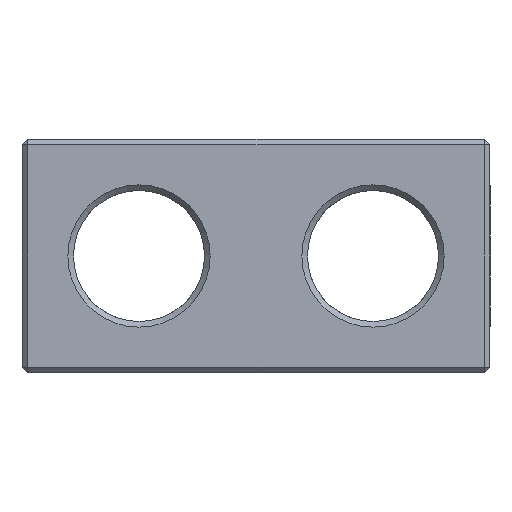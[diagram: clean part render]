
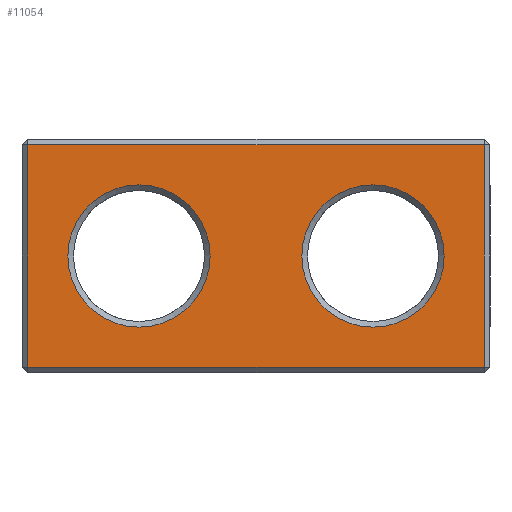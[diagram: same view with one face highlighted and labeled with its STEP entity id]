
A CAD part, left-side view. The second image highlights one B-rep face of the part: STEP entity #11054.
In plain terms, the highlighted planar face has unit normal (-1, 0, 0).
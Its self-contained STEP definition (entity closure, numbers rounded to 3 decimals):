
#1117 = PLANE('',#1118);
#1118 = AXIS2_PLACEMENT_3D('',#1119,#1120,#1121);
#1119 = CARTESIAN_POINT('',(-143.6,18.75,0.15));
#1120 = DIRECTION('',(-0.707,0.,
    -0.707));
#1121 = DIRECTION('',(0.,1.,0.));
#5236 = CONICAL_SURFACE('',#5237,3.5,0.785);
#5237 = AXIS2_PLACEMENT_3D('',#5238,#5239,#5240);
#5238 = CARTESIAN_POINT('',(-143.45,0.,6.25));
#5239 = DIRECTION('',(-1.,-0.,-0.));
#5240 = DIRECTION('',(0.,0.,1.));
#6159 = VERTEX_POINT('',#6160);
#6160 = CARTESIAN_POINT('',(-143.75,18.45,0.3));
#6181 = EDGE_CURVE('',#6159,#6182,#6184,.T.);
#6182 = VERTEX_POINT('',#6183);
#6183 = CARTESIAN_POINT('',(-143.75,-5.95,0.3));
#6184 = SURFACE_CURVE('',#6185,(#6189,#6196),.PCURVE_S1.);
#6185 = LINE('',#6186,#6187);
#6186 = CARTESIAN_POINT('',(-143.75,18.75,0.3));
#6187 = VECTOR('',#6188,1.);
#6188 = DIRECTION('',(0.,-1.,0.));
#6189 = PCURVE('',#1117,#6190);
#6190 = DEFINITIONAL_REPRESENTATION('',(#6191),#6195);
#6191 = LINE('',#6192,#6193);
#6192 = CARTESIAN_POINT('',(0.,-0.212));
#6193 = VECTOR('',#6194,1.);
#6194 = DIRECTION('',(-1.,0.));
#6195 = ( GEOMETRIC_REPRESENTATION_CONTEXT(2) 
PARAMETRIC_REPRESENTATION_CONTEXT() REPRESENTATION_CONTEXT('2D SPACE',''
  ) );
#6196 = PCURVE('',#6197,#6202);
#6197 = PLANE('',#6198);
#6198 = AXIS2_PLACEMENT_3D('',#6199,#6200,#6201);
#6199 = CARTESIAN_POINT('',(-143.75,18.75,0.));
#6200 = DIRECTION('',(1.,0.,0.));
#6201 = DIRECTION('',(0.,-1.,0.));
#6202 = DEFINITIONAL_REPRESENTATION('',(#6203),#6207);
#6203 = LINE('',#6204,#6205);
#6204 = CARTESIAN_POINT('',(0.,-0.3));
#6205 = VECTOR('',#6206,1.);
#6206 = DIRECTION('',(1.,0.));
#6207 = ( GEOMETRIC_REPRESENTATION_CONTEXT(2) 
PARAMETRIC_REPRESENTATION_CONTEXT() REPRESENTATION_CONTEXT('2D SPACE',''
  ) );
#9086 = CONICAL_SURFACE('',#9087,3.5,0.785);
#9087 = AXIS2_PLACEMENT_3D('',#9088,#9089,#9090);
#9088 = CARTESIAN_POINT('',(-143.45,12.5,6.25));
#9089 = DIRECTION('',(-1.,-0.,0.));
#9090 = DIRECTION('',(0.,0.,1.));
#9441 = VERTEX_POINT('',#9442);
#9442 = CARTESIAN_POINT('',(-143.75,0.,10.05)
  );
#9463 = EDGE_CURVE('',#9441,#9441,#9464,.T.);
#9464 = SURFACE_CURVE('',#9465,(#9470,#9477),.PCURVE_S1.);
#9465 = CIRCLE('',#9466,3.8);
#9466 = AXIS2_PLACEMENT_3D('',#9467,#9468,#9469);
#9467 = CARTESIAN_POINT('',(-143.75,0.,6.25));
#9468 = DIRECTION('',(-1.,0.,0.));
#9469 = DIRECTION('',(0.,0.,1.));
#9470 = PCURVE('',#5236,#9471);
#9471 = DEFINITIONAL_REPRESENTATION('',(#9472),#9476);
#9472 = LINE('',#9473,#9474);
#9473 = CARTESIAN_POINT('',(0.,0.3));
#9474 = VECTOR('',#9475,1.);
#9475 = DIRECTION('',(1.,0.));
#9476 = ( GEOMETRIC_REPRESENTATION_CONTEXT(2) 
PARAMETRIC_REPRESENTATION_CONTEXT() REPRESENTATION_CONTEXT('2D SPACE',''
  ) );
#9477 = PCURVE('',#6197,#9478);
#9478 = DEFINITIONAL_REPRESENTATION('',(#9479),#9487);
#9479 = ( BOUNDED_CURVE() B_SPLINE_CURVE(2,(#9480,#9481,#9482,#9483,
#9484,#9485,#9486),.UNSPECIFIED.,.T.,.F.) B_SPLINE_CURVE_WITH_KNOTS((1,2
    ,2,2,2,1),(-2.094,0.,2.094,4.189,
6.283,8.378),.UNSPECIFIED.) CURVE() 
GEOMETRIC_REPRESENTATION_ITEM() RATIONAL_B_SPLINE_CURVE((1.,0.5,1.,0.5,
1.,0.5,1.)) REPRESENTATION_ITEM('') );
#9480 = CARTESIAN_POINT('',(18.75,-10.05));
#9481 = CARTESIAN_POINT('',(12.168,-10.05));
#9482 = CARTESIAN_POINT('',(15.459,-4.35));
#9483 = CARTESIAN_POINT('',(18.75,1.35));
#9484 = CARTESIAN_POINT('',(22.041,-4.35));
#9485 = CARTESIAN_POINT('',(25.332,-10.05));
#9486 = CARTESIAN_POINT('',(18.75,-10.05));
#9487 = ( GEOMETRIC_REPRESENTATION_CONTEXT(2) 
PARAMETRIC_REPRESENTATION_CONTEXT() REPRESENTATION_CONTEXT('2D SPACE',''
  ) );
#9622 = PLANE('',#9623);
#9623 = AXIS2_PLACEMENT_3D('',#9624,#9625,#9626);
#9624 = CARTESIAN_POINT('',(-143.6,18.6,0.));
#9625 = DIRECTION('',(-0.707,0.707,0.));
#9626 = DIRECTION('',(-0.,-0.,-1.));
#10628 = PLANE('',#10629);
#10629 = AXIS2_PLACEMENT_3D('',#10630,#10631,#10632);
#10630 = CARTESIAN_POINT('',(-143.6,-6.1,0.));
#10631 = DIRECTION('',(-0.707,-0.707,0.));
#10632 = DIRECTION('',(-0.,-0.,-1.));
#11054 = ADVANCED_FACE('',(#11055,#11130,#11133),#6197,.F.);
#11055 = FACE_BOUND('',#11056,.F.);
#11056 = EDGE_LOOP('',(#11057,#11087,#11108,#11109));
#11057 = ORIENTED_EDGE('',*,*,#11058,.T.);
#11058 = EDGE_CURVE('',#11059,#11061,#11063,.T.);
#11059 = VERTEX_POINT('',#11060);
#11060 = CARTESIAN_POINT('',(-143.75,18.45,12.2));
#11061 = VERTEX_POINT('',#11062);
#11062 = CARTESIAN_POINT('',(-143.75,-5.95,12.2));
#11063 = SURFACE_CURVE('',#11064,(#11068,#11075),.PCURVE_S1.);
#11064 = LINE('',#11065,#11066);
#11065 = CARTESIAN_POINT('',(-143.75,18.75,12.2));
#11066 = VECTOR('',#11067,1.);
#11067 = DIRECTION('',(0.,-1.,0.));
#11068 = PCURVE('',#6197,#11069);
#11069 = DEFINITIONAL_REPRESENTATION('',(#11070),#11074);
#11070 = LINE('',#11071,#11072);
#11071 = CARTESIAN_POINT('',(0.,-12.2));
#11072 = VECTOR('',#11073,1.);
#11073 = DIRECTION('',(1.,0.));
#11074 = ( GEOMETRIC_REPRESENTATION_CONTEXT(2) 
PARAMETRIC_REPRESENTATION_CONTEXT() REPRESENTATION_CONTEXT('2D SPACE',''
  ) );
#11075 = PCURVE('',#11076,#11081);
#11076 = PLANE('',#11077);
#11077 = AXIS2_PLACEMENT_3D('',#11078,#11079,#11080);
#11078 = CARTESIAN_POINT('',(-143.6,18.75,12.35));
#11079 = DIRECTION('',(0.707,0.,-0.707));
#11080 = DIRECTION('',(0.,1.,0.));
#11081 = DEFINITIONAL_REPRESENTATION('',(#11082),#11086);
#11082 = LINE('',#11083,#11084);
#11083 = CARTESIAN_POINT('',(-0.,-0.212));
#11084 = VECTOR('',#11085,1.);
#11085 = DIRECTION('',(-1.,0.));
#11086 = ( GEOMETRIC_REPRESENTATION_CONTEXT(2) 
PARAMETRIC_REPRESENTATION_CONTEXT() REPRESENTATION_CONTEXT('2D SPACE',''
  ) );
#11087 = ORIENTED_EDGE('',*,*,#11088,.F.);
#11088 = EDGE_CURVE('',#6182,#11061,#11089,.T.);
#11089 = SURFACE_CURVE('',#11090,(#11094,#11101),.PCURVE_S1.);
#11090 = LINE('',#11091,#11092);
#11091 = CARTESIAN_POINT('',(-143.75,-5.95,0.));
#11092 = VECTOR('',#11093,1.);
#11093 = DIRECTION('',(0.,0.,1.));
#11094 = PCURVE('',#6197,#11095);
#11095 = DEFINITIONAL_REPRESENTATION('',(#11096),#11100);
#11096 = LINE('',#11097,#11098);
#11097 = CARTESIAN_POINT('',(24.7,0.));
#11098 = VECTOR('',#11099,1.);
#11099 = DIRECTION('',(0.,-1.));
#11100 = ( GEOMETRIC_REPRESENTATION_CONTEXT(2) 
PARAMETRIC_REPRESENTATION_CONTEXT() REPRESENTATION_CONTEXT('2D SPACE',''
  ) );
#11101 = PCURVE('',#10628,#11102);
#11102 = DEFINITIONAL_REPRESENTATION('',(#11103),#11107);
#11103 = LINE('',#11104,#11105);
#11104 = CARTESIAN_POINT('',(-0.,-0.212));
#11105 = VECTOR('',#11106,1.);
#11106 = DIRECTION('',(-1.,0.));
#11107 = ( GEOMETRIC_REPRESENTATION_CONTEXT(2) 
PARAMETRIC_REPRESENTATION_CONTEXT() REPRESENTATION_CONTEXT('2D SPACE',''
  ) );
#11108 = ORIENTED_EDGE('',*,*,#6181,.F.);
#11109 = ORIENTED_EDGE('',*,*,#11110,.T.);
#11110 = EDGE_CURVE('',#6159,#11059,#11111,.T.);
#11111 = SURFACE_CURVE('',#11112,(#11116,#11123),.PCURVE_S1.);
#11112 = LINE('',#11113,#11114);
#11113 = CARTESIAN_POINT('',(-143.75,18.45,0.));
#11114 = VECTOR('',#11115,1.);
#11115 = DIRECTION('',(0.,0.,1.));
#11116 = PCURVE('',#6197,#11117);
#11117 = DEFINITIONAL_REPRESENTATION('',(#11118),#11122);
#11118 = LINE('',#11119,#11120);
#11119 = CARTESIAN_POINT('',(0.3,0.));
#11120 = VECTOR('',#11121,1.);
#11121 = DIRECTION('',(0.,-1.));
#11122 = ( GEOMETRIC_REPRESENTATION_CONTEXT(2) 
PARAMETRIC_REPRESENTATION_CONTEXT() REPRESENTATION_CONTEXT('2D SPACE',''
  ) );
#11123 = PCURVE('',#9622,#11124);
#11124 = DEFINITIONAL_REPRESENTATION('',(#11125),#11129);
#11125 = LINE('',#11126,#11127);
#11126 = CARTESIAN_POINT('',(-0.,0.212));
#11127 = VECTOR('',#11128,1.);
#11128 = DIRECTION('',(-1.,0.));
#11129 = ( GEOMETRIC_REPRESENTATION_CONTEXT(2) 
PARAMETRIC_REPRESENTATION_CONTEXT() REPRESENTATION_CONTEXT('2D SPACE',''
  ) );
#11130 = FACE_BOUND('',#11131,.F.);
#11131 = EDGE_LOOP('',(#11132));
#11132 = ORIENTED_EDGE('',*,*,#9463,.T.);
#11133 = FACE_BOUND('',#11134,.F.);
#11134 = EDGE_LOOP('',(#11135));
#11135 = ORIENTED_EDGE('',*,*,#11136,.T.);
#11136 = EDGE_CURVE('',#11137,#11137,#11139,.T.);
#11137 = VERTEX_POINT('',#11138);
#11138 = CARTESIAN_POINT('',(-143.75,12.5,10.05));
#11139 = SURFACE_CURVE('',#11140,(#11145,#11156),.PCURVE_S1.);
#11140 = CIRCLE('',#11141,3.8);
#11141 = AXIS2_PLACEMENT_3D('',#11142,#11143,#11144);
#11142 = CARTESIAN_POINT('',(-143.75,12.5,6.25));
#11143 = DIRECTION('',(-1.,0.,0.));
#11144 = DIRECTION('',(0.,0.,1.));
#11145 = PCURVE('',#6197,#11146);
#11146 = DEFINITIONAL_REPRESENTATION('',(#11147),#11155);
#11147 = ( BOUNDED_CURVE() B_SPLINE_CURVE(2,(#11148,#11149,#11150,#11151
    ,#11152,#11153,#11154),.UNSPECIFIED.,.T.,.F.) 
B_SPLINE_CURVE_WITH_KNOTS((1,2,2,2,2,1),(-2.094,0.,
    2.094,4.189,6.283,8.378),
.UNSPECIFIED.) CURVE() GEOMETRIC_REPRESENTATION_ITEM() 
RATIONAL_B_SPLINE_CURVE((1.,0.5,1.,0.5,1.,0.5,1.)) REPRESENTATION_ITEM(
  '') );
#11148 = CARTESIAN_POINT('',(6.25,-10.05));
#11149 = CARTESIAN_POINT('',(-0.332,-10.05));
#11150 = CARTESIAN_POINT('',(2.959,-4.35));
#11151 = CARTESIAN_POINT('',(6.25,1.35));
#11152 = CARTESIAN_POINT('',(9.541,-4.35));
#11153 = CARTESIAN_POINT('',(12.832,-10.05));
#11154 = CARTESIAN_POINT('',(6.25,-10.05));
#11155 = ( GEOMETRIC_REPRESENTATION_CONTEXT(2) 
PARAMETRIC_REPRESENTATION_CONTEXT() REPRESENTATION_CONTEXT('2D SPACE',''
  ) );
#11156 = PCURVE('',#9086,#11157);
#11157 = DEFINITIONAL_REPRESENTATION('',(#11158),#11162);
#11158 = LINE('',#11159,#11160);
#11159 = CARTESIAN_POINT('',(0.,0.3));
#11160 = VECTOR('',#11161,1.);
#11161 = DIRECTION('',(1.,0.));
#11162 = ( GEOMETRIC_REPRESENTATION_CONTEXT(2) 
PARAMETRIC_REPRESENTATION_CONTEXT() REPRESENTATION_CONTEXT('2D SPACE',''
  ) );
